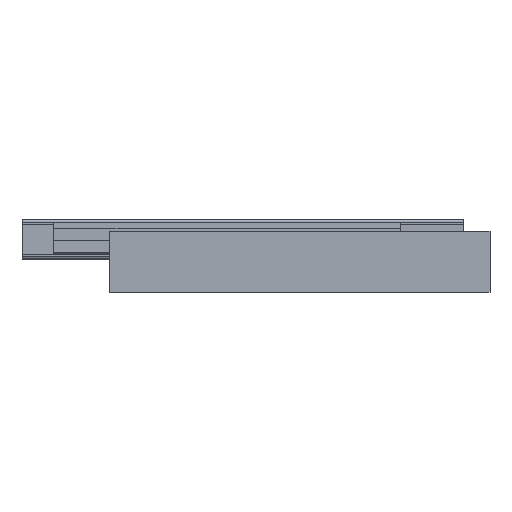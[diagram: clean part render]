
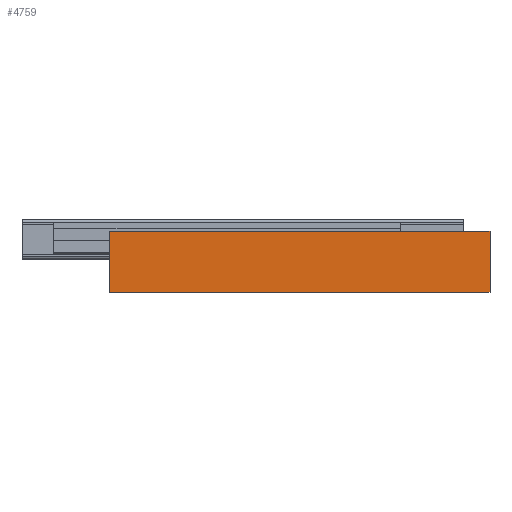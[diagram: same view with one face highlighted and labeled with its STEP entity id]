
A CAD part, front view. The second image highlights one B-rep face of the part: STEP entity #4759.
In plain terms, the highlighted planar face has unit normal (0, -1, 0).
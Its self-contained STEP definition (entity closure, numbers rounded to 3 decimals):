
#30 = CARTESIAN_POINT ( 'NONE',  ( 280., 0., 0. ) ) ;
#50 = VECTOR ( 'NONE', #6638, 1000. ) ;
#156 = VECTOR ( 'NONE', #953, 1000. ) ;
#167 = CARTESIAN_POINT ( 'NONE',  ( 280., 0., 45. ) ) ;
#942 = VERTEX_POINT ( 'NONE', #4719 ) ;
#953 = DIRECTION ( 'NONE',  ( -1., 0., 0. ) ) ;
#1315 = DIRECTION ( 'NONE',  ( 0., 1., 0. ) ) ;
#1356 = CARTESIAN_POINT ( 'NONE',  ( 280., 0., 45. ) ) ;
#1570 = EDGE_LOOP ( 'NONE', ( #5220, #5566, #6569, #3276 ) ) ;
#1693 = LINE ( 'NONE', #2578, #50 ) ;
#1809 = EDGE_CURVE ( 'NONE', #4721, #942, #1693, .T. ) ;
#1829 = VERTEX_POINT ( 'NONE', #167 ) ;
#1896 = CARTESIAN_POINT ( 'NONE',  ( 0., 0., 45. ) ) ;
#2042 = CARTESIAN_POINT ( 'NONE',  ( 280., 0., 45. ) ) ;
#2398 = CARTESIAN_POINT ( 'NONE',  ( 280., 0., 45. ) ) ;
#2578 = CARTESIAN_POINT ( 'NONE',  ( 0., 0., 45. ) ) ;
#2582 = LINE ( 'NONE', #2042, #2831 ) ;
#2806 = FACE_OUTER_BOUND ( 'NONE', #1570, .T. ) ;
#2831 = VECTOR ( 'NONE', #6642, 1000. ) ;
#3276 = ORIENTED_EDGE ( 'NONE', *, *, #3427, .T. ) ;
#3427 = EDGE_CURVE ( 'NONE', #1829, #4721, #6018, .T. ) ;
#3444 = VERTEX_POINT ( 'NONE', #4936 ) ;
#3799 = LINE ( 'NONE', #30, #4443 ) ;
#4388 = PLANE ( 'NONE',  #5520 ) ;
#4443 = VECTOR ( 'NONE', #5706, 1000. ) ;
#4719 = CARTESIAN_POINT ( 'NONE',  ( 0., 0., 0. ) ) ;
#4721 = VERTEX_POINT ( 'NONE', #1896 ) ;
#4759 = ADVANCED_FACE ( 'NONE', ( #2806 ), #4388, .F. ) ;
#4868 = DIRECTION ( 'NONE',  ( 0., 0., 1. ) ) ;
#4936 = CARTESIAN_POINT ( 'NONE',  ( 280., 0., 0. ) ) ;
#5220 = ORIENTED_EDGE ( 'NONE', *, *, #1809, .T. ) ;
#5520 = AXIS2_PLACEMENT_3D ( 'NONE', #1356, #1315, #4868 ) ;
#5566 = ORIENTED_EDGE ( 'NONE', *, *, #5957, .F. ) ;
#5706 = DIRECTION ( 'NONE',  ( -1., 0., 0. ) ) ;
#5957 = EDGE_CURVE ( 'NONE', #3444, #942, #3799, .T. ) ;
#6018 = LINE ( 'NONE', #2398, #156 ) ;
#6205 = EDGE_CURVE ( 'NONE', #1829, #3444, #2582, .T. ) ;
#6569 = ORIENTED_EDGE ( 'NONE', *, *, #6205, .F. ) ;
#6638 = DIRECTION ( 'NONE',  ( 0., 0., -1. ) ) ;
#6642 = DIRECTION ( 'NONE',  ( 0., 0., -1. ) ) ;
